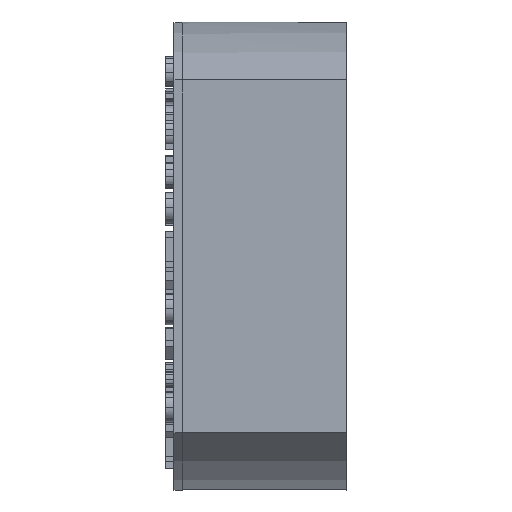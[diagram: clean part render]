
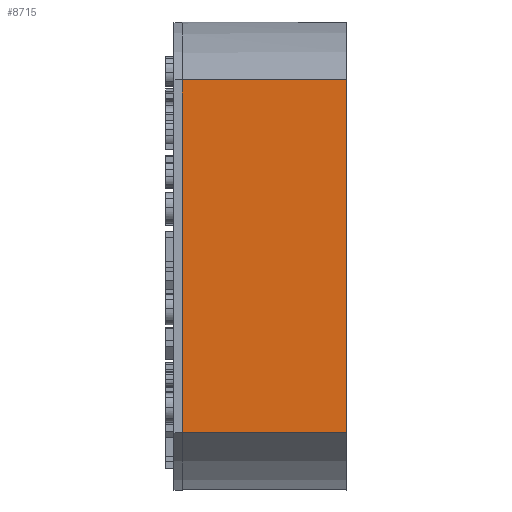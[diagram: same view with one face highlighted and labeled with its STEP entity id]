
A CAD part, left-side view. The second image highlights one B-rep face of the part: STEP entity #8715.
In plain terms, the highlighted planar face has unit normal (-1, 0, 0).
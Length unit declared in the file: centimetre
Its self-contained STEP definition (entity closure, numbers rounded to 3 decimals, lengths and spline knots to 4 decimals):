
#862=FACE_OUTER_BOUND('',#1351,.T.);
#1351=EDGE_LOOP('',(#5893,#5894,#5895,#5896));
#1881=LINE('',#10780,#2703);
#1884=LINE('',#10790,#2706);
#1888=LINE('',#10803,#2710);
#1932=LINE('',#10957,#2754);
#2703=VECTOR('',#9452,1.);
#2706=VECTOR('',#9461,1.);
#2710=VECTOR('',#9473,1.);
#2754=VECTOR('',#9565,1.);
#3524=VERTEX_POINT('',#10772);
#3527=VERTEX_POINT('',#10779);
#3531=VERTEX_POINT('',#10789);
#3536=VERTEX_POINT('',#10802);
#4425=EDGE_CURVE('',#3524,#3527,#1881,.T.);
#4430=EDGE_CURVE('',#3527,#3531,#1884,.T.);
#4437=EDGE_CURVE('',#3536,#3524,#1888,.T.);
#4485=EDGE_CURVE('',#3531,#3536,#1932,.T.);
#5893=ORIENTED_EDGE('',*,*,#4437,.F.);
#5894=ORIENTED_EDGE('',*,*,#4485,.F.);
#5895=ORIENTED_EDGE('',*,*,#4430,.F.);
#5896=ORIENTED_EDGE('',*,*,#4425,.F.);
#8487=PLANE('',#9214);
#8715=ADVANCED_FACE('',(#862),#8487,.T.);
#9214=AXIS2_PLACEMENT_3D('',#10956,#9563,#9564);
#9452=DIRECTION('',(0.,0.,1.));
#9461=DIRECTION('',(0.,-1.,0.));
#9473=DIRECTION('',(0.,1.,0.));
#9563=DIRECTION('center_axis',(-1.,0.,0.));
#9564=DIRECTION('ref_axis',(0.,0.,-1.));
#9565=DIRECTION('',(0.,0.,-1.));
#10772=CARTESIAN_POINT('',(-5.9055,2.3952,-5.0971));
#10779=CARTESIAN_POINT('',(-5.9055,2.3952,0.327));
#10780=CARTESIAN_POINT('',(-5.9055,2.3952,0.327));
#10789=CARTESIAN_POINT('',(-5.9055,-0.127,0.327));
#10790=CARTESIAN_POINT('',(-5.9055,1.651,0.327));
#10802=CARTESIAN_POINT('',(-5.9055,-0.127,-5.0971));
#10803=CARTESIAN_POINT('',(-5.9055,1.651,-5.0971));
#10956=CARTESIAN_POINT('Origin',(-5.9055,1.651,0.327));
#10957=CARTESIAN_POINT('',(-5.9055,-0.127,0.327));
